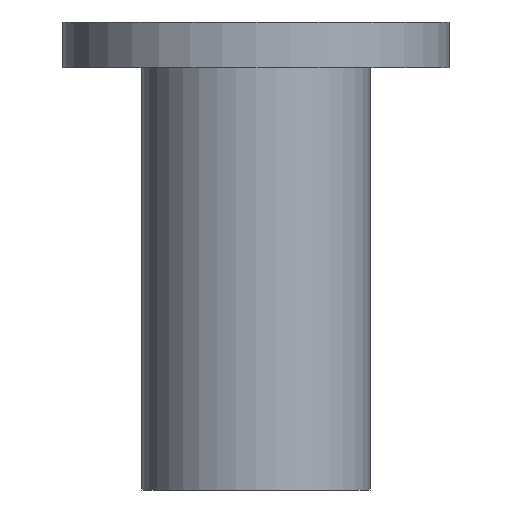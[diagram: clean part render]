
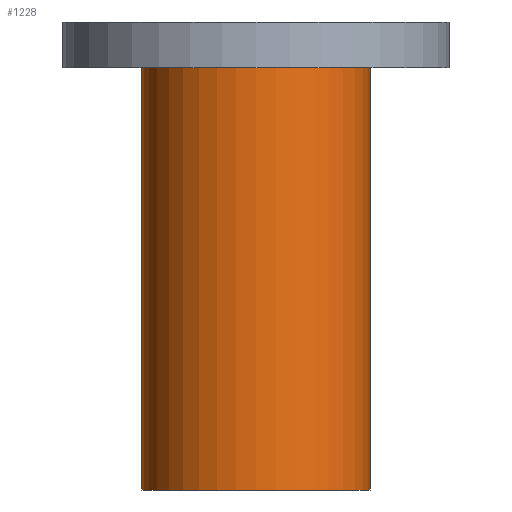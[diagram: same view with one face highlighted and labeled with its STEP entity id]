
A CAD part, front view. The second image highlights one B-rep face of the part: STEP entity #1228.
In plain terms, the highlighted cylindrical face has radius 15 mm (diameter 30 mm), a partial arc.
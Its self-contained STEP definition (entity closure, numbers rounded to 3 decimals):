
#65 = CARTESIAN_POINT ( 'NONE',  ( 0., 0., 0. ) ) ;
#115 = AXIS2_PLACEMENT_3D ( 'NONE', #1940, #1132, #202 ) ;
#202 = DIRECTION ( 'NONE',  ( -1., 0., 0. ) ) ;
#236 = DIRECTION ( 'NONE',  ( 1., 0., 0. ) ) ;
#248 = VECTOR ( 'NONE', #828, 1000. ) ;
#275 = EDGE_CURVE ( 'NONE', #1262, #1571, #1062, .T. ) ;
#365 = CARTESIAN_POINT ( 'NONE',  ( 15., 0., 55.54 ) ) ;
#403 = EDGE_CURVE ( 'NONE', #1073, #1571, #582, .T. ) ;
#431 = CARTESIAN_POINT ( 'NONE',  ( -15., 0., 55.54 ) ) ;
#582 = CIRCLE ( 'NONE', #1910, 15. ) ;
#644 = DIRECTION ( 'NONE',  ( 0., 0., 1. ) ) ;
#664 = ORIENTED_EDGE ( 'NONE', *, *, #403, .T. ) ;
#828 = DIRECTION ( 'NONE',  ( 0., 0., -1. ) ) ;
#876 = ORIENTED_EDGE ( 'NONE', *, *, #1512, .T. ) ;
#890 = VERTEX_POINT ( 'NONE', #1715 ) ;
#1062 = LINE ( 'NONE', #365, #248 ) ;
#1073 = VERTEX_POINT ( 'NONE', #1496 ) ;
#1132 = DIRECTION ( 'NONE',  ( 0., 0., -1. ) ) ;
#1139 = CYLINDRICAL_SURFACE ( 'NONE', #115, 15. ) ;
#1150 = ORIENTED_EDGE ( 'NONE', *, *, #1579, .F. ) ;
#1162 = DIRECTION ( 'NONE',  ( 0., 0., 1. ) ) ;
#1178 = AXIS2_PLACEMENT_3D ( 'NONE', #1578, #644, #1728 ) ;
#1228 = ADVANCED_FACE ( 'NONE', ( #1605 ), #1139, .T. ) ;
#1262 = VERTEX_POINT ( 'NONE', #1956 ) ;
#1363 = VECTOR ( 'NONE', #1675, 1000. ) ;
#1468 = LINE ( 'NONE', #431, #1363 ) ;
#1496 = CARTESIAN_POINT ( 'NONE',  ( -15., 0., 0. ) ) ;
#1512 = EDGE_CURVE ( 'NONE', #890, #1073, #1468, .T. ) ;
#1571 = VERTEX_POINT ( 'NONE', #1722 ) ;
#1578 = CARTESIAN_POINT ( 'NONE',  ( 0., 0., 55.54 ) ) ;
#1579 = EDGE_CURVE ( 'NONE', #890, #1262, #1639, .T. ) ;
#1605 = FACE_OUTER_BOUND ( 'NONE', #1655, .T. ) ;
#1639 = CIRCLE ( 'NONE', #1178, 15. ) ;
#1655 = EDGE_LOOP ( 'NONE', ( #2030, #1150, #876, #664 ) ) ;
#1675 = DIRECTION ( 'NONE',  ( 0., 0., -1. ) ) ;
#1715 = CARTESIAN_POINT ( 'NONE',  ( -15., 0., 55.54 ) ) ;
#1722 = CARTESIAN_POINT ( 'NONE',  ( 15., 0., 0. ) ) ;
#1728 = DIRECTION ( 'NONE',  ( 1., 0., 0. ) ) ;
#1910 = AXIS2_PLACEMENT_3D ( 'NONE', #65, #1162, #236 ) ;
#1940 = CARTESIAN_POINT ( 'NONE',  ( 0., 0., 55.54 ) ) ;
#1956 = CARTESIAN_POINT ( 'NONE',  ( 15., 0., 55.54 ) ) ;
#2030 = ORIENTED_EDGE ( 'NONE', *, *, #275, .F. ) ;
